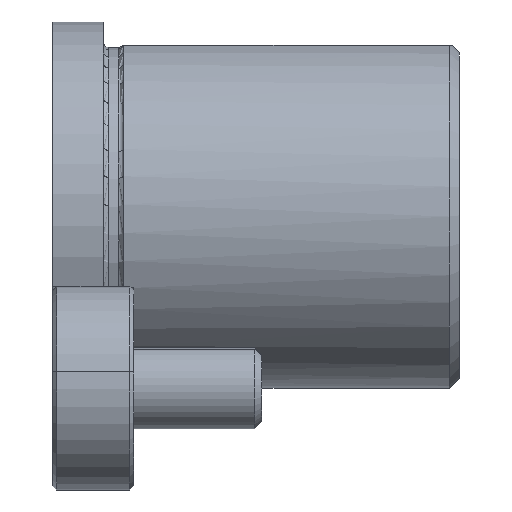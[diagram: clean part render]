
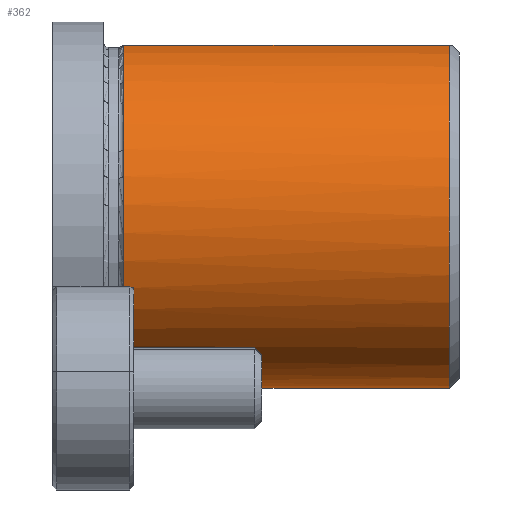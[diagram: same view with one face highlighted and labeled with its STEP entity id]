
A CAD part, left-side view. The second image highlights one B-rep face of the part: STEP entity #362.
In plain terms, the highlighted cylindrical face has radius 17 mm (diameter 34 mm), a partial arc.
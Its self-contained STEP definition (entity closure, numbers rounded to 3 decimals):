
#13 = CIRCLE ( 'NONE', #2186, 17. ) ;
#71 = VERTEX_POINT ( 'NONE', #2007 ) ;
#84 = ORIENTED_EDGE ( 'NONE', *, *, #1709, .F. ) ;
#113 = CARTESIAN_POINT ( 'NONE',  ( -7.123, 1., -15.436 ) ) ;
#120 = ORIENTED_EDGE ( 'NONE', *, *, #624, .T. ) ;
#148 = VERTEX_POINT ( 'NONE', #1466 ) ;
#166 = CYLINDRICAL_SURFACE ( 'NONE', #1636, 17. ) ;
#225 = CIRCLE ( 'NONE', #585, 17. ) ;
#232 = VECTOR ( 'NONE', #2202, 1000. ) ;
#312 = CARTESIAN_POINT ( 'NONE',  ( -7.123, -3., -15.436 ) ) ;
#332 = CARTESIAN_POINT ( 'NONE',  ( 0., -34., 0. ) ) ;
#362 = ADVANCED_FACE ( 'NONE', ( #1251 ), #166, .T. ) ;
#382 = ORIENTED_EDGE ( 'NONE', *, *, #433, .T. ) ;
#392 = ORIENTED_EDGE ( 'NONE', *, *, #773, .F. ) ;
#433 = EDGE_CURVE ( 'NONE', #978, #148, #1328, .T. ) ;
#454 = AXIS2_PLACEMENT_3D ( 'NONE', #332, #1040, #1381 ) ;
#473 = CARTESIAN_POINT ( 'NONE',  ( 3.18, -2., 16.7 ) ) ;
#502 = EDGE_CURVE ( 'NONE', #772, #1553, #1933, .T. ) ;
#585 = AXIS2_PLACEMENT_3D ( 'NONE', #1354, #1920, #994 ) ;
#586 = EDGE_CURVE ( 'NONE', #1549, #676, #225, .T. ) ;
#624 = EDGE_CURVE ( 'NONE', #71, #1317, #13, .T. ) ;
#655 = EDGE_CURVE ( 'NONE', #1140, #71, #1858, .T. ) ;
#676 = VERTEX_POINT ( 'NONE', #862 ) ;
#690 = CARTESIAN_POINT ( 'NONE',  ( 0., -34., 0. ) ) ;
#728 = EDGE_CURVE ( 'NONE', #676, #1245, #838, .T. ) ;
#772 = VERTEX_POINT ( 'NONE', #312 ) ;
#773 = EDGE_CURVE ( 'NONE', #978, #1317, #1565, .T. ) ;
#823 = CARTESIAN_POINT ( 'NONE',  ( 0., -35., 0. ) ) ;
#830 = DIRECTION ( 'NONE',  ( 0., -1., 0. ) ) ;
#838 = CIRCLE ( 'NONE', #1452, 17. ) ;
#862 = CARTESIAN_POINT ( 'NONE',  ( 0., -2., -17. ) ) ;
#884 = EDGE_LOOP ( 'NONE', ( #1194, #120, #392, #382, #1593, #1692, #2321, #1054, #2206, #84 ) ) ;
#886 = EDGE_CURVE ( 'NONE', #148, #1553, #1732, .T. ) ;
#907 = VECTOR ( 'NONE', #1705, 1000. ) ;
#964 = DIRECTION ( 'NONE',  ( 0., -1., 0. ) ) ;
#978 = VERTEX_POINT ( 'NONE', #1045 ) ;
#985 = CARTESIAN_POINT ( 'NONE',  ( -3.18, -34., 16.7 ) ) ;
#994 = DIRECTION ( 'NONE',  ( 0., 0., -1. ) ) ;
#1020 = DIRECTION ( 'NONE',  ( 0., 0., -1. ) ) ;
#1034 = LINE ( 'NONE', #1112, #232 ) ;
#1040 = DIRECTION ( 'NONE',  ( 0., 1., 0. ) ) ;
#1045 = CARTESIAN_POINT ( 'NONE',  ( -3.18, -2., 16.7 ) ) ;
#1054 = ORIENTED_EDGE ( 'NONE', *, *, #586, .T. ) ;
#1084 = VECTOR ( 'NONE', #830, 1000. ) ;
#1112 = CARTESIAN_POINT ( 'NONE',  ( 3.18, -35., 16.7 ) ) ;
#1133 = DIRECTION ( 'NONE',  ( 0., 0., 1. ) ) ;
#1140 = VERTEX_POINT ( 'NONE', #2163 ) ;
#1161 = DIRECTION ( 'NONE',  ( 0., 0., 1. ) ) ;
#1190 = DIRECTION ( 'NONE',  ( 0., -1., 0. ) ) ;
#1194 = ORIENTED_EDGE ( 'NONE', *, *, #655, .T. ) ;
#1225 = AXIS2_PLACEMENT_3D ( 'NONE', #2240, #2041, #1133 ) ;
#1241 = CARTESIAN_POINT ( 'NONE',  ( -15.436, -3., -7.123 ) ) ;
#1245 = VERTEX_POINT ( 'NONE', #473 ) ;
#1251 = FACE_OUTER_BOUND ( 'NONE', #884, .T. ) ;
#1317 = VERTEX_POINT ( 'NONE', #985 ) ;
#1328 = CIRCLE ( 'NONE', #2238, 17. ) ;
#1354 = CARTESIAN_POINT ( 'NONE',  ( 0., -2., 0. ) ) ;
#1362 = CARTESIAN_POINT ( 'NONE',  ( -15.436, 1., -7.123 ) ) ;
#1381 = DIRECTION ( 'NONE',  ( 0., 0., -1. ) ) ;
#1408 = CARTESIAN_POINT ( 'NONE',  ( -7.123, -2., -15.436 ) ) ;
#1452 = AXIS2_PLACEMENT_3D ( 'NONE', #1581, #1759, #1942 ) ;
#1466 = CARTESIAN_POINT ( 'NONE',  ( -15.436, -2., -7.123 ) ) ;
#1549 = VERTEX_POINT ( 'NONE', #1408 ) ;
#1553 = VERTEX_POINT ( 'NONE', #1241 ) ;
#1565 = LINE ( 'NONE', #1919, #1084 ) ;
#1581 = CARTESIAN_POINT ( 'NONE',  ( 0., -2., 0. ) ) ;
#1593 = ORIENTED_EDGE ( 'NONE', *, *, #886, .T. ) ;
#1636 = AXIS2_PLACEMENT_3D ( 'NONE', #823, #2263, #1161 ) ;
#1692 = ORIENTED_EDGE ( 'NONE', *, *, #502, .F. ) ;
#1705 = DIRECTION ( 'NONE',  ( 0., 1., 0. ) ) ;
#1709 = EDGE_CURVE ( 'NONE', #1140, #1245, #1034, .T. ) ;
#1732 = LINE ( 'NONE', #1362, #1792 ) ;
#1750 = LINE ( 'NONE', #113, #907 ) ;
#1759 = DIRECTION ( 'NONE',  ( 0., -1., 0. ) ) ;
#1770 = CARTESIAN_POINT ( 'NONE',  ( 0., -2., 0. ) ) ;
#1792 = VECTOR ( 'NONE', #1190, 1000. ) ;
#1858 = CIRCLE ( 'NONE', #454, 17. ) ;
#1919 = CARTESIAN_POINT ( 'NONE',  ( -3.18, -35., 16.7 ) ) ;
#1920 = DIRECTION ( 'NONE',  ( 0., -1., 0. ) ) ;
#1933 = CIRCLE ( 'NONE', #1225, 17. ) ;
#1942 = DIRECTION ( 'NONE',  ( 0., 0., -1. ) ) ;
#2007 = CARTESIAN_POINT ( 'NONE',  ( 0., -34., -17. ) ) ;
#2041 = DIRECTION ( 'NONE',  ( 0., 1., 0. ) ) ;
#2105 = DIRECTION ( 'NONE',  ( 0., 1., 0. ) ) ;
#2163 = CARTESIAN_POINT ( 'NONE',  ( 3.18, -34., 16.7 ) ) ;
#2186 = AXIS2_PLACEMENT_3D ( 'NONE', #690, #2105, #2296 ) ;
#2202 = DIRECTION ( 'NONE',  ( 0., 1., 0. ) ) ;
#2206 = ORIENTED_EDGE ( 'NONE', *, *, #728, .T. ) ;
#2217 = EDGE_CURVE ( 'NONE', #772, #1549, #1750, .T. ) ;
#2238 = AXIS2_PLACEMENT_3D ( 'NONE', #1770, #964, #1020 ) ;
#2240 = CARTESIAN_POINT ( 'NONE',  ( 0., -3., 0. ) ) ;
#2263 = DIRECTION ( 'NONE',  ( 0., 1., 0. ) ) ;
#2296 = DIRECTION ( 'NONE',  ( 0., 0., -1. ) ) ;
#2321 = ORIENTED_EDGE ( 'NONE', *, *, #2217, .T. ) ;
